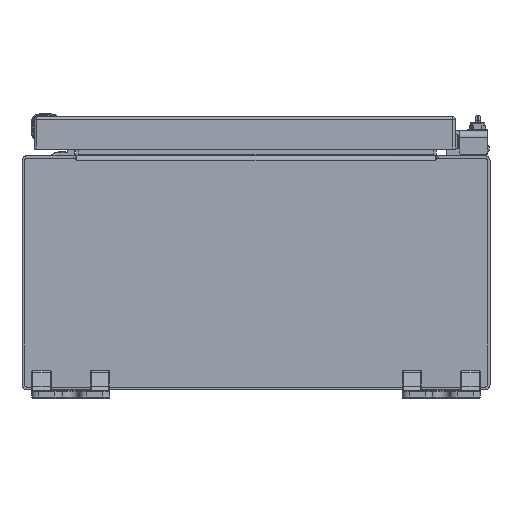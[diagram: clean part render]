
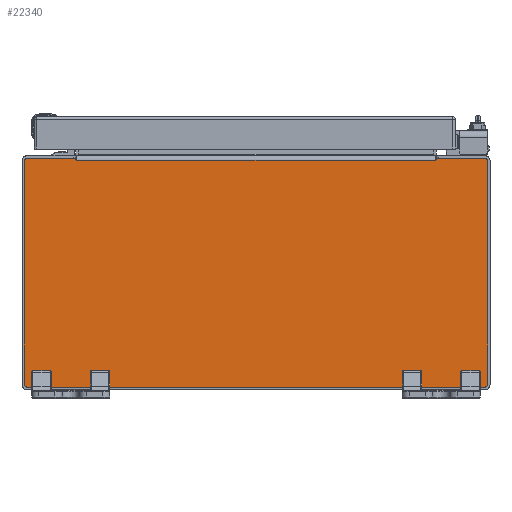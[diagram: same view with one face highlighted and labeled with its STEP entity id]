
A CAD part, front view. The second image highlights one B-rep face of the part: STEP entity #22340.
In plain terms, the highlighted planar face has unit normal (0, -1, 0).
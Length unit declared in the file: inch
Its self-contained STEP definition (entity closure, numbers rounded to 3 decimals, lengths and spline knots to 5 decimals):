
#358 = VERTEX_POINT ( 'NONE', #152742 ) ;
#2815 = VECTOR ( 'NONE', #113846, 39.37008 ) ;
#3728 = EDGE_CURVE ( 'NONE', #163633, #358, #181220, .T. ) ;
#5226 = DIRECTION ( 'NONE',  ( -1., 0., 0. ) ) ;
#6098 = VERTEX_POINT ( 'NONE', #216799 ) ;
#6946 = DIRECTION ( 'NONE',  ( 0., 0., -1. ) ) ;
#7539 = ORIENTED_EDGE ( 'NONE', *, *, #171118, .F. ) ;
#9344 = VERTEX_POINT ( 'NONE', #12212 ) ;
#11381 = FACE_OUTER_BOUND ( 'NONE', #87437, .T. ) ;
#12212 = CARTESIAN_POINT ( 'NONE',  ( -5.857, -8., 2.937 ) ) ;
#12629 = CARTESIAN_POINT ( 'NONE',  ( -5.937, -8., 0. ) ) ;
#15680 = DIRECTION ( 'NONE',  ( 0., 0., -1. ) ) ;
#19630 = CARTESIAN_POINT ( 'NONE',  ( 0., -8., -2.937 ) ) ;
#22340 = ADVANCED_FACE ( 'NONE', ( #11381 ), #129255, .T. ) ;
#22347 = CARTESIAN_POINT ( 'NONE',  ( -4.598, -8., 2.883 ) ) ;
#23581 = CARTESIAN_POINT ( 'NONE',  ( -5.857, -8., -2.857 ) ) ;
#26423 = ORIENTED_EDGE ( 'NONE', *, *, #43430, .F. ) ;
#27081 = DIRECTION ( 'NONE',  ( 0., 0., -1. ) ) ;
#30137 = AXIS2_PLACEMENT_3D ( 'NONE', #64748, #185631, #119716 ) ;
#30398 = CIRCLE ( 'NONE', #163900, 0.08 ) ;
#34617 = DIRECTION ( 'NONE',  ( 1., 0., 0. ) ) ;
#38615 = CARTESIAN_POINT ( 'NONE',  ( 0., -8., 2.937 ) ) ;
#39403 = VECTOR ( 'NONE', #5226, 39.37008 ) ;
#40179 = CARTESIAN_POINT ( 'NONE',  ( 4.6136, -8., 2.883 ) ) ;
#43430 = EDGE_CURVE ( 'NONE', #43546, #142878, #215274, .T. ) ;
#43546 = VERTEX_POINT ( 'NONE', #195077 ) ;
#45762 = CARTESIAN_POINT ( 'NONE',  ( -5.937, -8., -2.857 ) ) ;
#46278 = DIRECTION ( 'NONE',  ( -1., 0., 0. ) ) ;
#48438 = ORIENTED_EDGE ( 'NONE', *, *, #125324, .F. ) ;
#54284 = EDGE_CURVE ( 'NONE', #84610, #127608, #168827, .T. ) ;
#55169 = CARTESIAN_POINT ( 'NONE',  ( -4.60579, -8., 2.883 ) ) ;
#56341 = DIRECTION ( 'NONE',  ( 1., 0., 0. ) ) ;
#59462 = VERTEX_POINT ( 'NONE', #40179 ) ;
#63021 = ORIENTED_EDGE ( 'NONE', *, *, #170969, .T. ) ;
#64748 = CARTESIAN_POINT ( 'NONE',  ( 5.857, -8., -2.857 ) ) ;
#65058 = CARTESIAN_POINT ( 'NONE',  ( 5.857, -8., 2.857 ) ) ;
#66804 = ORIENTED_EDGE ( 'NONE', *, *, #93715, .F. ) ;
#67389 = ORIENTED_EDGE ( 'NONE', *, *, #79170, .T. ) ;
#67498 = CARTESIAN_POINT ( 'NONE',  ( 0., -8., 0. ) ) ;
#67776 = CIRCLE ( 'NONE', #215247, 0.08 ) ;
#70013 = ORIENTED_EDGE ( 'NONE', *, *, #54284, .F. ) ;
#79170 = EDGE_CURVE ( 'NONE', #59462, #79759, #181530, .T. ) ;
#79759 = VERTEX_POINT ( 'NONE', #110763 ) ;
#80489 = CARTESIAN_POINT ( 'NONE',  ( 4.60579, -8., 2.883 ) ) ;
#84610 = VERTEX_POINT ( 'NONE', #159779 ) ;
#85456 = AXIS2_PLACEMENT_3D ( 'NONE', #23581, #208318, #6946 ) ;
#86817 = EDGE_CURVE ( 'NONE', #189027, #6098, #185295, .T. ) ;
#87417 = AXIS2_PLACEMENT_3D ( 'NONE', #67498, #185140, #15680 ) ;
#87437 = EDGE_LOOP ( 'NONE', ( #147796, #151180, #66804, #26423, #48438, #161947, #160219, #122043, #173535, #173076, #67389, #63021, #7539, #70013 ) ) ;
#89332 = LINE ( 'NONE', #38615, #188845 ) ;
#92076 = CARTESIAN_POINT ( 'NONE',  ( 5.937, -8., 0. ) ) ;
#92876 = CARTESIAN_POINT ( 'NONE',  ( 5.937, -8., 2.857 ) ) ;
#93715 = EDGE_CURVE ( 'NONE', #142878, #205707, #163404, .T. ) ;
#94698 = VECTOR ( 'NONE', #162323, 39.37008 ) ;
#99134 = DIRECTION ( 'NONE',  ( 0., 0., -1. ) ) ;
#108394 = DIRECTION ( 'NONE',  ( 0., 1., 0. ) ) ;
#110521 = VECTOR ( 'NONE', #34617, 39.37008 ) ;
#110763 = CARTESIAN_POINT ( 'NONE',  ( 4.598, -8., 2.883 ) ) ;
#113846 = DIRECTION ( 'NONE',  ( -1., 0., 0. ) ) ;
#115973 = DIRECTION ( 'NONE',  ( 1., 0., 0. ) ) ;
#119716 = DIRECTION ( 'NONE',  ( 0., 0., -1. ) ) ;
#120472 = CARTESIAN_POINT ( 'NONE',  ( 0., -8., 2.937 ) ) ;
#122043 = ORIENTED_EDGE ( 'NONE', *, *, #199706, .F. ) ;
#125324 = EDGE_CURVE ( 'NONE', #358, #43546, #170355, .T. ) ;
#127608 = VERTEX_POINT ( 'NONE', #131826 ) ;
#129255 = PLANE ( 'NONE',  #87417 ) ;
#130508 = EDGE_CURVE ( 'NONE', #9344, #84610, #89332, .T. ) ;
#131399 = CARTESIAN_POINT ( 'NONE',  ( 5.937, -8., -2.857 ) ) ;
#131826 = CARTESIAN_POINT ( 'NONE',  ( -4.6136, -8., 2.883 ) ) ;
#136143 = DIRECTION ( 'NONE',  ( -0.174, 0., -0.985 ) ) ;
#142101 = VECTOR ( 'NONE', #136143, 39.37008 ) ;
#142116 = VECTOR ( 'NONE', #46278, 39.37008 ) ;
#142878 = VERTEX_POINT ( 'NONE', #45762 ) ;
#143640 = CARTESIAN_POINT ( 'NONE',  ( 0., -8., 2.883 ) ) ;
#147796 = ORIENTED_EDGE ( 'NONE', *, *, #130508, .F. ) ;
#148045 = DIRECTION ( 'NONE',  ( 0.174, 0., -0.985 ) ) ;
#149116 = CARTESIAN_POINT ( 'NONE',  ( -4.61836, -8., 2.91 ) ) ;
#151180 = ORIENTED_EDGE ( 'NONE', *, *, #182841, .F. ) ;
#152742 = CARTESIAN_POINT ( 'NONE',  ( 5.857, -8., -2.937 ) ) ;
#157093 = VERTEX_POINT ( 'NONE', #92876 ) ;
#159779 = CARTESIAN_POINT ( 'NONE',  ( -4.62312, -8., 2.937 ) ) ;
#160073 = LINE ( 'NONE', #143640, #2815 ) ;
#160219 = ORIENTED_EDGE ( 'NONE', *, *, #195244, .F. ) ;
#161947 = ORIENTED_EDGE ( 'NONE', *, *, #3728, .F. ) ;
#162323 = DIRECTION ( 'NONE',  ( 0., 0., 1. ) ) ;
#163404 = LINE ( 'NONE', #12629, #94698 ) ;
#163633 = VERTEX_POINT ( 'NONE', #131399 ) ;
#163900 = AXIS2_PLACEMENT_3D ( 'NONE', #65058, #199196, #99134 ) ;
#167970 = CARTESIAN_POINT ( 'NONE',  ( 4.61836, -8., 2.91 ) ) ;
#168827 = LINE ( 'NONE', #149116, #197817 ) ;
#169709 = VERTEX_POINT ( 'NONE', #22347 ) ;
#170355 = LINE ( 'NONE', #19630, #39403 ) ;
#170969 = EDGE_CURVE ( 'NONE', #79759, #169709, #160073, .T. ) ;
#171118 = EDGE_CURVE ( 'NONE', #127608, #169709, #205756, .T. ) ;
#173076 = ORIENTED_EDGE ( 'NONE', *, *, #184276, .T. ) ;
#173535 = ORIENTED_EDGE ( 'NONE', *, *, #86817, .F. ) ;
#181220 = CIRCLE ( 'NONE', #30137, 0.08 ) ;
#181530 = LINE ( 'NONE', #80489, #142116 ) ;
#182091 = VECTOR ( 'NONE', #115973, 39.37008 ) ;
#182841 = EDGE_CURVE ( 'NONE', #205707, #9344, #67776, .T. ) ;
#184276 = EDGE_CURVE ( 'NONE', #189027, #59462, #200968, .T. ) ;
#185140 = DIRECTION ( 'NONE',  ( 0., -1., 0. ) ) ;
#185295 = LINE ( 'NONE', #120472, #110521 ) ;
#185631 = DIRECTION ( 'NONE',  ( 0., 1., 0. ) ) ;
#185780 = CARTESIAN_POINT ( 'NONE',  ( -5.937, -8., 2.857 ) ) ;
#188845 = VECTOR ( 'NONE', #56341, 39.37008 ) ;
#189027 = VERTEX_POINT ( 'NONE', #211644 ) ;
#190855 = DIRECTION ( 'NONE',  ( 0., 0., -1. ) ) ;
#192120 = LINE ( 'NONE', #92076, #197378 ) ;
#195077 = CARTESIAN_POINT ( 'NONE',  ( -5.857, -8., -2.937 ) ) ;
#195244 = EDGE_CURVE ( 'NONE', #157093, #163633, #192120, .T. ) ;
#197378 = VECTOR ( 'NONE', #27081, 39.37008 ) ;
#197817 = VECTOR ( 'NONE', #148045, 39.37008 ) ;
#199196 = DIRECTION ( 'NONE',  ( 0., 1., 0. ) ) ;
#199706 = EDGE_CURVE ( 'NONE', #6098, #157093, #30398, .T. ) ;
#200968 = LINE ( 'NONE', #167970, #142101 ) ;
#205707 = VERTEX_POINT ( 'NONE', #185780 ) ;
#205756 = LINE ( 'NONE', #55169, #182091 ) ;
#207317 = CARTESIAN_POINT ( 'NONE',  ( -5.857, -8., 2.857 ) ) ;
#208318 = DIRECTION ( 'NONE',  ( 0., 1., 0. ) ) ;
#211644 = CARTESIAN_POINT ( 'NONE',  ( 4.62312, -8., 2.937 ) ) ;
#215247 = AXIS2_PLACEMENT_3D ( 'NONE', #207317, #108394, #190855 ) ;
#215274 = CIRCLE ( 'NONE', #85456, 0.08 ) ;
#216799 = CARTESIAN_POINT ( 'NONE',  ( 5.857, -8., 2.937 ) ) ;
